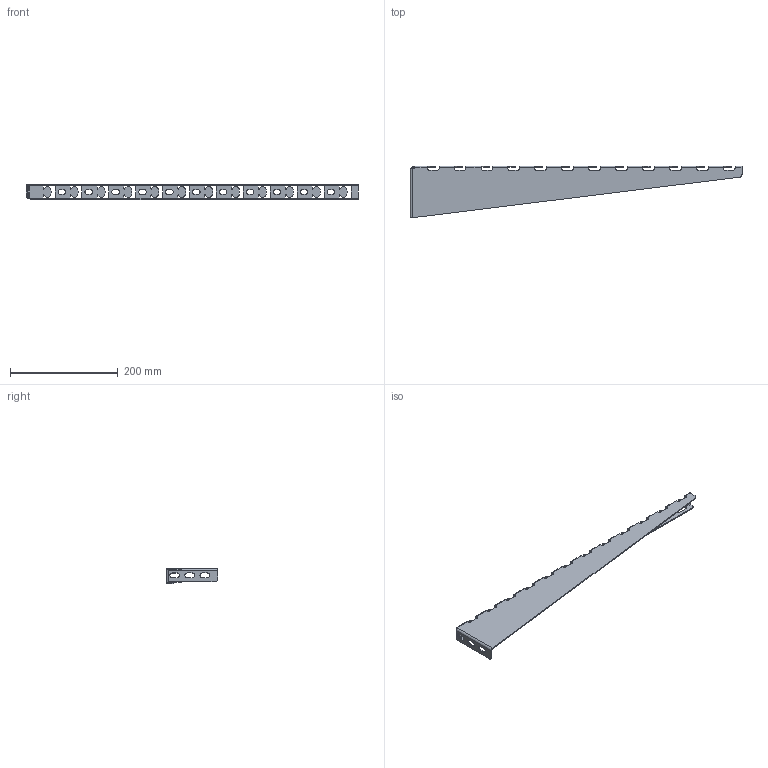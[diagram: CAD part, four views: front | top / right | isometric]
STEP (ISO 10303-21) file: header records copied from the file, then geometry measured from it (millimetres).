
FILE_DESCRIPTION((''),'2;1');
FILE_NAME('902360','2020-03-27T14:26:59',('tomasz.grudniewski'),(''),'CREO PARAMETRIC BY PTC INC, 2019080','CREO PARAMETRIC BY PTC INC, 2019080','');
FILE_SCHEMA(('CONFIG_CONTROL_DESIGN'));
Length unit declared in the file: millimetre
Products named in the file (1): 902360
Bounding box: 617 x 95.71 x 28 mm (x, y, z)
Volume: 102909.5 mm3; surface area: 110757.9 mm2
Topology: 1 solids, 1 shells, 513 faces, 1381 edges, 846 vertices
Faces by surface type: plane 292, cylinder 221
Entity records: 16011 total; most frequent: DIRECTION 2849, ORIENTED_EDGE 2762, CARTESIAN_POINT 2740, EDGE_CURVE 1381, AXIS2_PLACEMENT_3D 955, VECTOR 939, LINE 939, VERTEX_POINT 846
